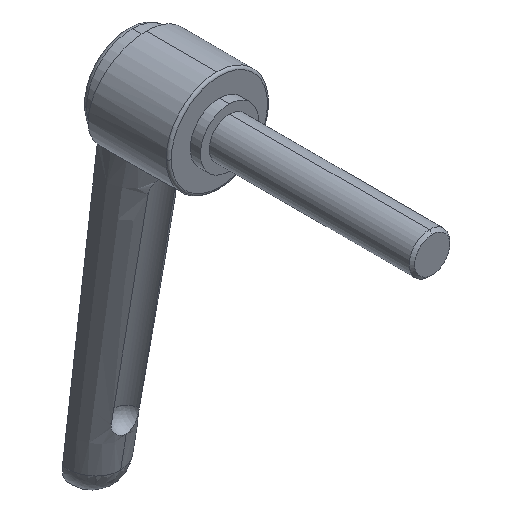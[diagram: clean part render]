
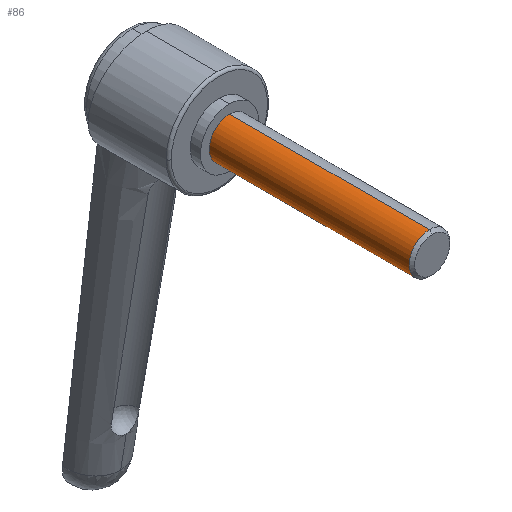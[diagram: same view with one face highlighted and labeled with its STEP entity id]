
A CAD part, isometric view. The second image highlights one B-rep face of the part: STEP entity #86.
In plain terms, the highlighted cylindrical face has radius 8 mm (diameter 16 mm), a partial arc.
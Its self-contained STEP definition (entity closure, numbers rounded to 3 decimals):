
#86=ADVANCED_FACE('',(#194),#195,.T.);
#194=FACE_OUTER_BOUND('',#327,.T.);
#195=CYLINDRICAL_SURFACE('',#328,8.0);
#327=EDGE_LOOP('',(#520,#521,#522,#523));
#328=AXIS2_PLACEMENT_3D('',#524,#525,#526);
#520=ORIENTED_EDGE('',*,*,#826,.T.);
#521=ORIENTED_EDGE('',*,*,#830,.F.);
#522=ORIENTED_EDGE('',*,*,#828,.T.);
#523=ORIENTED_EDGE('',*,*,#831,.F.);
#524=CARTESIAN_POINT('',(0.,-38.0,0.));
#525=DIRECTION('',(0.,-1.0,0.));
#526=DIRECTION('',(0.,0.,-1.0));
#826=EDGE_CURVE('',#1005,#996,#1006,.T.);
#828=EDGE_CURVE('',#999,#1007,#1009,.T.);
#830=EDGE_CURVE('',#999,#996,#1011,.T.);
#831=EDGE_CURVE('',#1005,#1007,#1012,.T.);
#996=VERTEX_POINT('',#1372);
#999=VERTEX_POINT('',#1376);
#1005=VERTEX_POINT('',#1383);
#1006=LINE('',#1384,#1385);
#1007=VERTEX_POINT('',#1386);
#1009=LINE('',#1388,#1389);
#1011=CIRCLE('',#1391,8.0);
#1012=CIRCLE('',#1392,8.0);
#1372=CARTESIAN_POINT('',(0.,-78.918,-8.));
#1376=CARTESIAN_POINT('',(0.,-78.918,8.));
#1383=CARTESIAN_POINT('',(0.,0.0,-8.0));
#1384=CARTESIAN_POINT('',(0.,-38.0,-8.));
#1385=VECTOR('',#1651,1.0);
#1386=CARTESIAN_POINT('',(0.,0.,8.0));
#1388=CARTESIAN_POINT('',(0.,-38.0,8.));
#1389=VECTOR('',#1655,1.0);
#1391=AXIS2_PLACEMENT_3D('',#1656,#1657,#1658);
#1392=AXIS2_PLACEMENT_3D('',#1659,#1660,#1661);
#1651=DIRECTION('',(0.,-1.0,0.));
#1655=DIRECTION('',(0.,1.0,0.));
#1656=CARTESIAN_POINT('',(0.,-78.918,0.));
#1657=DIRECTION('',(0.,-1.0,0.));
#1658=DIRECTION('',(0.,0.,-1.0));
#1659=CARTESIAN_POINT('',(0.,0.0,0.));
#1660=DIRECTION('',(0.0,1.0,0.0));
#1661=DIRECTION('',(0.,0.0,-1.0));
